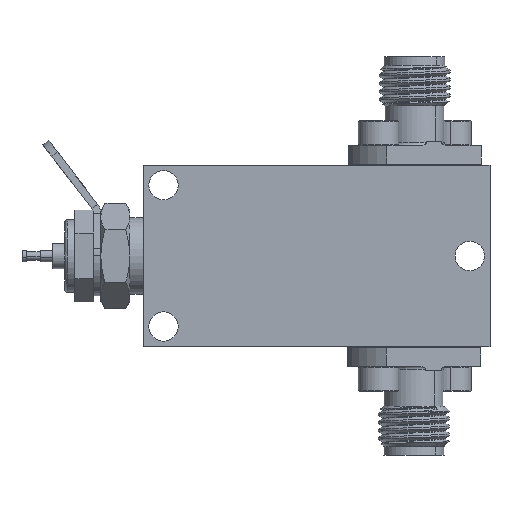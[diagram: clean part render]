
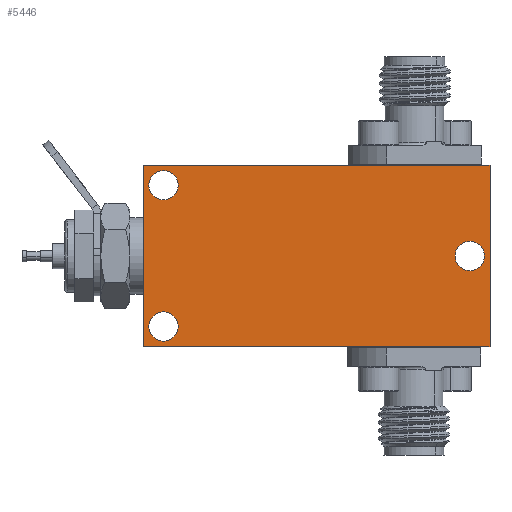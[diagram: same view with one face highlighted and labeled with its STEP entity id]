
A CAD part, front view. The second image highlights one B-rep face of the part: STEP entity #5446.
In plain terms, the highlighted planar face has unit normal (0, -1, 0).
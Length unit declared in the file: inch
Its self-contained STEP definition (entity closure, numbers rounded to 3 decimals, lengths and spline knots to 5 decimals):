
#1 = VERTEX_POINT ( 'NONE', #11379 ) ;
#42 = VERTEX_POINT ( 'NONE', #12454 ) ;
#192 = CIRCLE ( 'NONE', #4357, 0.05075 ) ;
#382 = CIRCLE ( 'NONE', #9650, 0.05075 ) ;
#426 = CIRCLE ( 'NONE', #14104, 0.05075 ) ;
#597 = CARTESIAN_POINT ( 'NONE',  ( 0.19, -0.515, 0. ) ) ;
#654 = FACE_BOUND ( 'NONE', #8928, .T. ) ;
#796 = DIRECTION ( 'NONE',  ( 0., 1., 0. ) ) ;
#1157 = LINE ( 'NONE', #9008, #7936 ) ;
#1731 = DIRECTION ( 'NONE',  ( 0., 0., 1. ) ) ;
#1853 = EDGE_LOOP ( 'NONE', ( #9089, #11208 ) ) ;
#1858 = FACE_OUTER_BOUND ( 'NONE', #5791, .T. ) ;
#2172 = DIRECTION ( 'NONE',  ( 0., 1., 0. ) ) ;
#2500 = CIRCLE ( 'NONE', #7357, 0.05075 ) ;
#2554 = EDGE_LOOP ( 'NONE', ( #10032, #8792 ) ) ;
#2630 = CARTESIAN_POINT ( 'NONE',  ( -0.94, -0.515, 0.3145 ) ) ;
#2743 = CARTESIAN_POINT ( 'NONE',  ( -0.94, -0.515, -0.3145 ) ) ;
#2926 = CARTESIAN_POINT ( 'NONE',  ( -0.87, -0.515, 0.245 ) ) ;
#3235 = CARTESIAN_POINT ( 'NONE',  ( -0.94, -0.515, -0.3145 ) ) ;
#3254 = CARTESIAN_POINT ( 'NONE',  ( -0.87, -0.515, -0.244 ) ) ;
#3343 = VERTEX_POINT ( 'NONE', #10805 ) ;
#3631 = VERTEX_POINT ( 'NONE', #7160 ) ;
#3672 = ORIENTED_EDGE ( 'NONE', *, *, #11059, .T. ) ;
#4123 = EDGE_CURVE ( 'NONE', #5447, #13277, #1157, .T. ) ;
#4125 = LINE ( 'NONE', #2630, #5295 ) ;
#4295 = DIRECTION ( 'NONE',  ( 0., 0., 1. ) ) ;
#4357 = AXIS2_PLACEMENT_3D ( 'NONE', #597, #796, #1731 ) ;
#4484 = VERTEX_POINT ( 'NONE', #6082 ) ;
#4637 = VECTOR ( 'NONE', #7604, 39.37008 ) ;
#4940 = DIRECTION ( 'NONE',  ( 0., 0., -1. ) ) ;
#5129 = DIRECTION ( 'NONE',  ( 0., 0., 1. ) ) ;
#5155 = EDGE_CURVE ( 'NONE', #4484, #1, #426, .T. ) ;
#5250 = EDGE_CURVE ( 'NONE', #3343, #6843, #2500, .T. ) ;
#5284 = CARTESIAN_POINT ( 'NONE',  ( -0.87, -0.515, -0.19325 ) ) ;
#5295 = VECTOR ( 'NONE', #12586, 39.37008 ) ;
#5411 = CIRCLE ( 'NONE', #11903, 0.05075 ) ;
#5424 = CARTESIAN_POINT ( 'NONE',  ( 0.26, -0.515, 0.3145 ) ) ;
#5446 = ADVANCED_FACE ( 'NONE', ( #1858, #11830, #6028, #654 ), #13957, .T. ) ;
#5447 = VERTEX_POINT ( 'NONE', #6303 ) ;
#5775 = ORIENTED_EDGE ( 'NONE', *, *, #4123, .T. ) ;
#5791 = EDGE_LOOP ( 'NONE', ( #5775, #9128, #3672, #8906 ) ) ;
#5921 = ORIENTED_EDGE ( 'NONE', *, *, #5991, .T. ) ;
#5991 = EDGE_CURVE ( 'NONE', #42, #9410, #382, .T. ) ;
#6028 = FACE_BOUND ( 'NONE', #1853, .T. ) ;
#6082 = CARTESIAN_POINT ( 'NONE',  ( -0.87, -0.515, 0.19425 ) ) ;
#6089 = CARTESIAN_POINT ( 'NONE',  ( -0.87, -0.515, -0.244 ) ) ;
#6220 = AXIS2_PLACEMENT_3D ( 'NONE', #6089, #13810, #5129 ) ;
#6303 = CARTESIAN_POINT ( 'NONE',  ( 0.26, -0.515, -0.3145 ) ) ;
#6392 = DIRECTION ( 'NONE',  ( 0., 0., 1. ) ) ;
#6636 = CARTESIAN_POINT ( 'NONE',  ( 0.19, -0.515, 0. ) ) ;
#6843 = VERTEX_POINT ( 'NONE', #5284 ) ;
#7160 = CARTESIAN_POINT ( 'NONE',  ( -0.94, -0.515, 0.3145 ) ) ;
#7297 = DIRECTION ( 'NONE',  ( 1., 0., 0. ) ) ;
#7357 = AXIS2_PLACEMENT_3D ( 'NONE', #3254, #2172, #6392 ) ;
#7367 = DIRECTION ( 'NONE',  ( 0., 0., 1. ) ) ;
#7458 = LINE ( 'NONE', #3235, #4637 ) ;
#7604 = DIRECTION ( 'NONE',  ( 0., 0., -1. ) ) ;
#7777 = ORIENTED_EDGE ( 'NONE', *, *, #7940, .T. ) ;
#7936 = VECTOR ( 'NONE', #12128, 39.37008 ) ;
#7940 = EDGE_CURVE ( 'NONE', #9410, #42, #192, .T. ) ;
#8331 = EDGE_CURVE ( 'NONE', #6843, #3343, #10171, .T. ) ;
#8783 = CARTESIAN_POINT ( 'NONE',  ( -0.87, -0.515, 0.245 ) ) ;
#8792 = ORIENTED_EDGE ( 'NONE', *, *, #5250, .T. ) ;
#8891 = VECTOR ( 'NONE', #7297, 39.37008 ) ;
#8906 = ORIENTED_EDGE ( 'NONE', *, *, #13966, .T. ) ;
#8928 = EDGE_LOOP ( 'NONE', ( #7777, #5921 ) ) ;
#9008 = CARTESIAN_POINT ( 'NONE',  ( 0.26, -0.515, -0.3145 ) ) ;
#9089 = ORIENTED_EDGE ( 'NONE', *, *, #13975, .T. ) ;
#9128 = ORIENTED_EDGE ( 'NONE', *, *, #9345, .T. ) ;
#9345 = EDGE_CURVE ( 'NONE', #13277, #3631, #4125, .T. ) ;
#9366 = DIRECTION ( 'NONE',  ( 0., -1., 0. ) ) ;
#9410 = VERTEX_POINT ( 'NONE', #14159 ) ;
#9553 = DIRECTION ( 'NONE',  ( 0., 1., 0. ) ) ;
#9650 = AXIS2_PLACEMENT_3D ( 'NONE', #6636, #9834, #10048 ) ;
#9834 = DIRECTION ( 'NONE',  ( 0., 1., 0. ) ) ;
#10032 = ORIENTED_EDGE ( 'NONE', *, *, #8331, .T. ) ;
#10048 = DIRECTION ( 'NONE',  ( 0., 0., 1. ) ) ;
#10171 = CIRCLE ( 'NONE', #6220, 0.05075 ) ;
#10805 = CARTESIAN_POINT ( 'NONE',  ( -0.87, -0.515, -0.29475 ) ) ;
#11059 = EDGE_CURVE ( 'NONE', #3631, #13079, #7458, .T. ) ;
#11208 = ORIENTED_EDGE ( 'NONE', *, *, #5155, .T. ) ;
#11379 = CARTESIAN_POINT ( 'NONE',  ( -0.87, -0.515, 0.29575 ) ) ;
#11661 = LINE ( 'NONE', #13995, #8891 ) ;
#11830 = FACE_BOUND ( 'NONE', #2554, .T. ) ;
#11903 = AXIS2_PLACEMENT_3D ( 'NONE', #2926, #9553, #7367 ) ;
#12128 = DIRECTION ( 'NONE',  ( 0., 0., 1. ) ) ;
#12454 = CARTESIAN_POINT ( 'NONE',  ( 0.19, -0.515, -0.05075 ) ) ;
#12586 = DIRECTION ( 'NONE',  ( -1., 0., 0. ) ) ;
#13014 = DIRECTION ( 'NONE',  ( 0., 1., 0. ) ) ;
#13079 = VERTEX_POINT ( 'NONE', #14099 ) ;
#13277 = VERTEX_POINT ( 'NONE', #5424 ) ;
#13524 = AXIS2_PLACEMENT_3D ( 'NONE', #2743, #9366, #4940 ) ;
#13810 = DIRECTION ( 'NONE',  ( 0., 1., 0. ) ) ;
#13957 = PLANE ( 'NONE',  #13524 ) ;
#13966 = EDGE_CURVE ( 'NONE', #13079, #5447, #11661, .T. ) ;
#13975 = EDGE_CURVE ( 'NONE', #1, #4484, #5411, .T. ) ;
#13995 = CARTESIAN_POINT ( 'NONE',  ( -0.94, -0.515, -0.3145 ) ) ;
#14099 = CARTESIAN_POINT ( 'NONE',  ( -0.94, -0.515, -0.3145 ) ) ;
#14104 = AXIS2_PLACEMENT_3D ( 'NONE', #8783, #13014, #4295 ) ;
#14159 = CARTESIAN_POINT ( 'NONE',  ( 0.19, -0.515, 0.05075 ) ) ;
